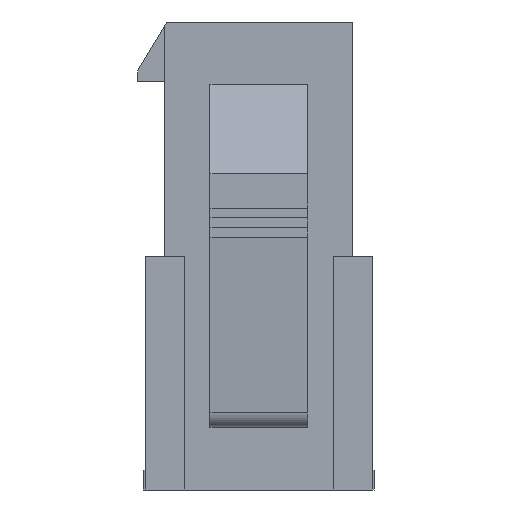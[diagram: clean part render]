
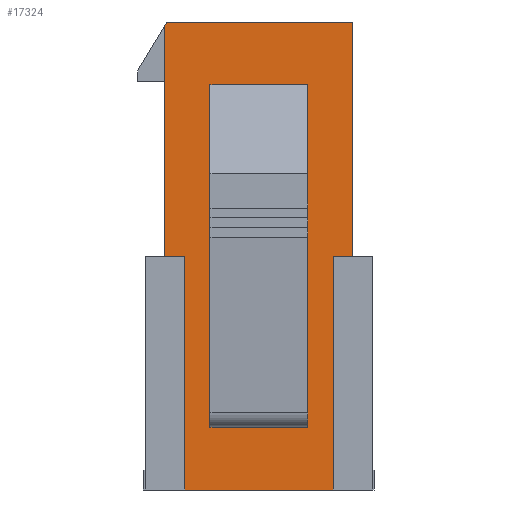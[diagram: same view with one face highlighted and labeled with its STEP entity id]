
A CAD part, left-side view. The second image highlights one B-rep face of the part: STEP entity #17324.
In plain terms, the highlighted planar face has unit normal (-1, 0, 0).
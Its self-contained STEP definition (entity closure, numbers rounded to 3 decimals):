
#963=ORIENTED_EDGE('',*,*,#6086,.F.);
#964=ORIENTED_EDGE('',*,*,#6087,.T.);
#965=ORIENTED_EDGE('',*,*,#6088,.T.);
#966=ORIENTED_EDGE('',*,*,#6089,.F.);
#967=ORIENTED_EDGE('',*,*,#5308,.T.);
#968=ORIENTED_EDGE('',*,*,#6090,.T.);
#969=ORIENTED_EDGE('',*,*,#5319,.T.);
#970=ORIENTED_EDGE('',*,*,#6091,.T.);
#971=ORIENTED_EDGE('',*,*,#6092,.T.);
#972=ORIENTED_EDGE('',*,*,#5392,.T.);
#973=ORIENTED_EDGE('',*,*,#6093,.F.);
#974=ORIENTED_EDGE('',*,*,#6094,.T.);
#975=ORIENTED_EDGE('',*,*,#5187,.T.);
#5187=EDGE_CURVE('',#7755,#7754,#9432,.T.);
#5308=EDGE_CURVE('',#7754,#7872,#9553,.T.);
#5319=EDGE_CURVE('',#7882,#7881,#9564,.T.);
#5392=EDGE_CURVE('',#7953,#7952,#9637,.T.);
#6086=EDGE_CURVE('',#8643,#8644,#10331,.T.);
#6087=EDGE_CURVE('',#8643,#8645,#10332,.T.);
#6088=EDGE_CURVE('',#8645,#8646,#10333,.T.);
#6089=EDGE_CURVE('',#8644,#8646,#10334,.T.);
#6090=EDGE_CURVE('',#7872,#7882,#10335,.F.);
#6091=EDGE_CURVE('',#7881,#8647,#10336,.T.);
#6092=EDGE_CURVE('',#8647,#7953,#10337,.T.);
#6093=EDGE_CURVE('',#8648,#7952,#10338,.T.);
#6094=EDGE_CURVE('',#8648,#7755,#10339,.T.);
#7754=VERTEX_POINT('',#23471);
#7755=VERTEX_POINT('',#23473);
#7872=VERTEX_POINT('',#23711);
#7881=VERTEX_POINT('',#23734);
#7882=VERTEX_POINT('',#23736);
#7952=VERTEX_POINT('',#23883);
#7953=VERTEX_POINT('',#23885);
#8643=VERTEX_POINT('',#25316);
#8644=VERTEX_POINT('',#25317);
#8645=VERTEX_POINT('',#25319);
#8646=VERTEX_POINT('',#25321);
#8647=VERTEX_POINT('',#25325);
#8648=VERTEX_POINT('',#25328);
#9432=LINE('',#23472,#11983);
#9553=LINE('',#23712,#12104);
#9564=LINE('',#23735,#12115);
#9637=LINE('',#23884,#12188);
#10331=LINE('',#25315,#12882);
#10332=LINE('',#25318,#12883);
#10333=LINE('',#25320,#12884);
#10334=LINE('',#25322,#12885);
#10335=LINE('',#25323,#12886);
#10336=LINE('',#25324,#12887);
#10337=LINE('',#25326,#12888);
#10338=LINE('',#25327,#12889);
#10339=LINE('',#25329,#12890);
#11983=VECTOR('',#19095,1000.);
#12104=VECTOR('',#19218,1000.);
#12115=VECTOR('',#19235,1000.);
#12188=VECTOR('',#19318,1000.);
#12882=VECTOR('',#20106,1000.);
#12883=VECTOR('',#20107,1000.);
#12884=VECTOR('',#20108,1000.);
#12885=VECTOR('',#20109,1000.);
#12886=VECTOR('',#20110,1000.);
#12887=VECTOR('',#20111,1000.);
#12888=VECTOR('',#20112,1000.);
#12889=VECTOR('',#20113,1000.);
#12890=VECTOR('',#20114,1000.);
#14618=EDGE_LOOP('',(#963,#964,#965,#966));
#14619=EDGE_LOOP('',(#967,#968,#969,#970,#971,#972,#973,#974,#975));
#15545=FACE_BOUND('',#14618,.T.);
#15546=FACE_BOUND('',#14619,.T.);
#16439=PLANE('',#18232);
#17324=ADVANCED_FACE('',(#15545,#15546),#16439,.T.);
#18232=AXIS2_PLACEMENT_3D('',#25314,#20104,#20105);
#19095=DIRECTION('',(0.,0.,1.));
#19218=DIRECTION('',(0.,1.,0.));
#19235=DIRECTION('',(0.,0.,-1.));
#19318=DIRECTION('',(0.,-1.,0.));
#20104=DIRECTION('',(-1.,0.,0.));
#20105=DIRECTION('',(0.,0.,1.));
#20106=DIRECTION('',(0.,0.,1.));
#20107=DIRECTION('',(0.,1.,0.));
#20108=DIRECTION('',(0.,0.,1.));
#20109=DIRECTION('',(0.,1.,0.));
#20110=DIRECTION('',(0.,-0.514,0.857));
#20111=DIRECTION('',(0.,-1.,0.));
#20112=DIRECTION('',(0.,0.,-1.));
#20113=DIRECTION('',(0.,0.,-1.));
#20114=DIRECTION('',(0.,-1.,0.));
#23471=CARTESIAN_POINT('',(-17.45,-4.8,11.95));
#23472=CARTESIAN_POINT('',(-17.45,-4.8,-11.95));
#23473=CARTESIAN_POINT('',(-17.45,-4.8,-0.05));
#23711=CARTESIAN_POINT('',(-17.45,4.7,11.95));
#23712=CARTESIAN_POINT('',(-17.45,-4.8,11.95));
#23734=CARTESIAN_POINT('',(-17.45,4.8,-0.05));
#23735=CARTESIAN_POINT('',(-17.45,4.8,11.95));
#23736=CARTESIAN_POINT('',(-17.45,4.8,11.783));
#23883=CARTESIAN_POINT('',(-17.45,-3.8,-11.95));
#23884=CARTESIAN_POINT('',(-17.45,4.8,-11.95));
#23885=CARTESIAN_POINT('',(-17.45,3.8,-11.95));
#25314=CARTESIAN_POINT('',(-17.45,0.,0.));
#25315=CARTESIAN_POINT('',(-17.45,-2.5,-8.75));
#25316=CARTESIAN_POINT('',(-17.45,-2.5,-8.75));
#25317=CARTESIAN_POINT('',(-17.45,-2.5,-7.35));
#25318=CARTESIAN_POINT('',(-17.45,-2.5,-8.75));
#25319=CARTESIAN_POINT('',(-17.45,2.5,-8.75));
#25320=CARTESIAN_POINT('',(-17.45,2.5,-8.75));
#25321=CARTESIAN_POINT('',(-17.45,2.5,-7.35));
#25322=CARTESIAN_POINT('',(-17.45,-2.5,-7.35));
#25323=CARTESIAN_POINT('',(-17.45,8.728,5.237));
#25324=CARTESIAN_POINT('',(-17.45,4.8,-0.05));
#25325=CARTESIAN_POINT('',(-17.45,3.8,-0.05));
#25326=CARTESIAN_POINT('',(-17.45,3.8,-0.05));
#25327=CARTESIAN_POINT('',(-17.45,-3.8,-0.05));
#25328=CARTESIAN_POINT('',(-17.45,-3.8,-0.05));
#25329=CARTESIAN_POINT('',(-17.45,-3.8,-0.05));
